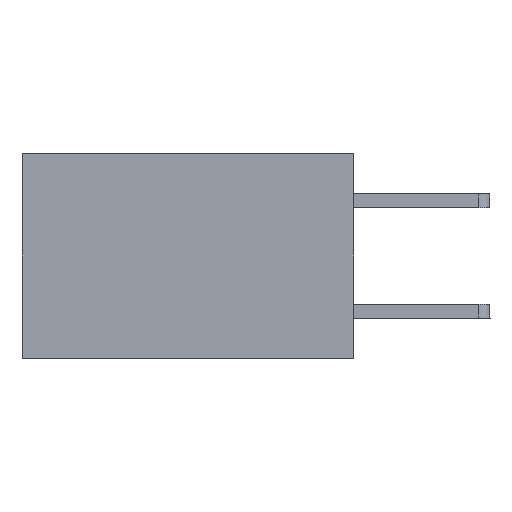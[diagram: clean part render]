
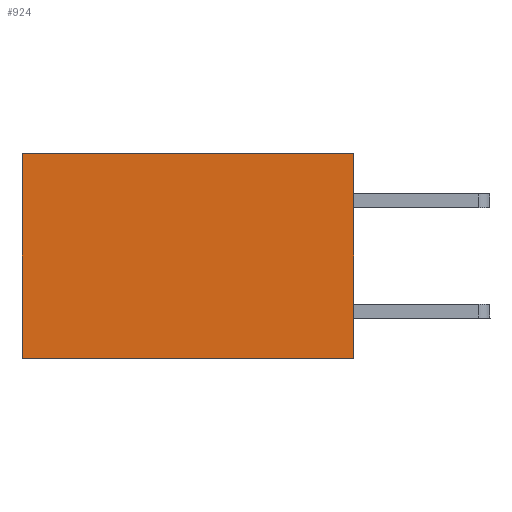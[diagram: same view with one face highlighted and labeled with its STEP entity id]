
A CAD part, left-side view. The second image highlights one B-rep face of the part: STEP entity #924.
In plain terms, the highlighted planar face has unit normal (-1, 0, 0).
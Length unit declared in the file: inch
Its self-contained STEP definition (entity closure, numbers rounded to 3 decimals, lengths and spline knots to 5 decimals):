
#4 = EDGE_LOOP ( 'NONE', ( #5334, #11747, #9013, #12818 ) ) ;
#29 = DIRECTION ( 'NONE',  ( 0., 0., -1. ) ) ;
#262 = VERTEX_POINT ( 'NONE', #16258 ) ;
#924 = ADVANCED_FACE ( 'NONE', ( #6869 ), #1054, .F. ) ;
#1054 = PLANE ( 'NONE',  #1579 ) ;
#1579 = AXIS2_PLACEMENT_3D ( 'NONE', #13566, #12406, #29 ) ;
#1886 = CARTESIAN_POINT ( 'NONE',  ( 0.2875, 0., -0.37 ) ) ;
#2782 = CARTESIAN_POINT ( 'NONE',  ( 0.2875, 0., 0. ) ) ;
#3064 = DIRECTION ( 'NONE',  ( 0., 1., 0. ) ) ;
#3840 = CARTESIAN_POINT ( 'NONE',  ( 0.2875, 0., 0. ) ) ;
#4377 = EDGE_CURVE ( 'NONE', #9801, #11014, #9846, .T. ) ;
#4979 = VECTOR ( 'NONE', #9026, 39.37008 ) ;
#5281 = DIRECTION ( 'NONE',  ( 0., 0., -1. ) ) ;
#5334 = ORIENTED_EDGE ( 'NONE', *, *, #8899, .T. ) ;
#6689 = LINE ( 'NONE', #8448, #10589 ) ;
#6795 = EDGE_CURVE ( 'NONE', #9801, #262, #14001, .T. ) ;
#6869 = FACE_OUTER_BOUND ( 'NONE', #4, .T. ) ;
#6950 = LINE ( 'NONE', #10572, #7709 ) ;
#7270 = DIRECTION ( 'NONE',  ( 0., 0., -1. ) ) ;
#7709 = VECTOR ( 'NONE', #3064, 39.37008 ) ;
#8326 = CARTESIAN_POINT ( 'NONE',  ( 0.2875, 0.6, -0.37 ) ) ;
#8448 = CARTESIAN_POINT ( 'NONE',  ( 0.2875, 0.6, 0. ) ) ;
#8899 = EDGE_CURVE ( 'NONE', #262, #15733, #6689, .T. ) ;
#9013 = ORIENTED_EDGE ( 'NONE', *, *, #4377, .F. ) ;
#9026 = DIRECTION ( 'NONE',  ( 0., 1., 0. ) ) ;
#9397 = VECTOR ( 'NONE', #5281, 39.37008 ) ;
#9801 = VERTEX_POINT ( 'NONE', #11430 ) ;
#9846 = LINE ( 'NONE', #2782, #9397 ) ;
#10572 = CARTESIAN_POINT ( 'NONE',  ( 0.2875, 0., -0.37 ) ) ;
#10589 = VECTOR ( 'NONE', #7270, 39.37008 ) ;
#11014 = VERTEX_POINT ( 'NONE', #1886 ) ;
#11430 = CARTESIAN_POINT ( 'NONE',  ( 0.2875, 0., 0. ) ) ;
#11747 = ORIENTED_EDGE ( 'NONE', *, *, #15254, .F. ) ;
#12406 = DIRECTION ( 'NONE',  ( 1., 0., 0. ) ) ;
#12818 = ORIENTED_EDGE ( 'NONE', *, *, #6795, .T. ) ;
#13566 = CARTESIAN_POINT ( 'NONE',  ( 0.2875, 0., 0. ) ) ;
#14001 = LINE ( 'NONE', #3840, #4979 ) ;
#15254 = EDGE_CURVE ( 'NONE', #11014, #15733, #6950, .T. ) ;
#15733 = VERTEX_POINT ( 'NONE', #8326 ) ;
#16258 = CARTESIAN_POINT ( 'NONE',  ( 0.2875, 0.6, 0. ) ) ;
